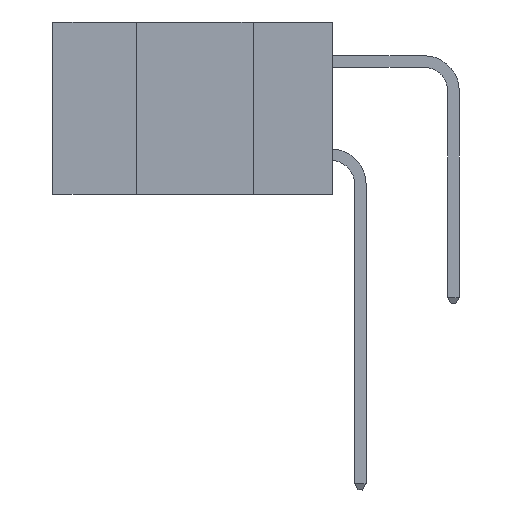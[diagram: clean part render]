
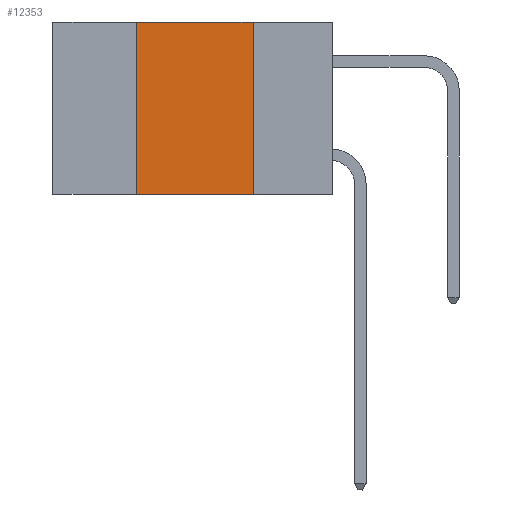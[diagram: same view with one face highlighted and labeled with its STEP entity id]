
A CAD part, left-side view. The second image highlights one B-rep face of the part: STEP entity #12353.
In plain terms, the highlighted planar face has unit normal (-1, 0, 0).
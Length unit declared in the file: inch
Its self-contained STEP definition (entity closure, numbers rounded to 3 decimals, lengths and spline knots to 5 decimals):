
#666 = VERTEX_POINT ( 'NONE', #18894 ) ;
#765 = CARTESIAN_POINT ( 'NONE',  ( 0., 0.42, 0. ) ) ;
#2068 = DIRECTION ( 'NONE',  ( 1., 0., 0. ) ) ;
#3046 = CARTESIAN_POINT ( 'NONE',  ( 0., 0.42, 0. ) ) ;
#3053 = LINE ( 'NONE', #3046, #8436 ) ;
#4500 = LINE ( 'NONE', #7625, #14077 ) ;
#4579 = DIRECTION ( 'NONE',  ( 0., -1., 0. ) ) ;
#5358 = EDGE_CURVE ( 'NONE', #18864, #13692, #3053, .T. ) ;
#5443 = DIRECTION ( 'NONE',  ( 0., 0., -1. ) ) ;
#5458 = VECTOR ( 'NONE', #5443, 39.37008 ) ;
#6119 = EDGE_LOOP ( 'NONE', ( #19774, #15436, #17888, #17812 ) ) ;
#7625 = CARTESIAN_POINT ( 'NONE',  ( 0., 0.6, -0.37 ) ) ;
#7735 = VECTOR ( 'NONE', #14302, 39.37008 ) ;
#8436 = VECTOR ( 'NONE', #12120, 39.37008 ) ;
#8957 = FACE_OUTER_BOUND ( 'NONE', #6119, .T. ) ;
#9928 = CARTESIAN_POINT ( 'NONE',  ( 0., 0.6, 0. ) ) ;
#11257 = CARTESIAN_POINT ( 'NONE',  ( 0., 0.6, 0. ) ) ;
#11313 = PLANE ( 'NONE',  #14522 ) ;
#11436 = DIRECTION ( 'NONE',  ( 0., 0., -1. ) ) ;
#12120 = DIRECTION ( 'NONE',  ( 0., 0., 1. ) ) ;
#12353 = ADVANCED_FACE ( 'NONE', ( #8957 ), #11313, .F. ) ;
#12958 = EDGE_CURVE ( 'NONE', #13692, #666, #16038, .T. ) ;
#13644 = VERTEX_POINT ( 'NONE', #16423 ) ;
#13692 = VERTEX_POINT ( 'NONE', #765 ) ;
#14077 = VECTOR ( 'NONE', #4579, 39.37008 ) ;
#14109 = EDGE_CURVE ( 'NONE', #666, #13644, #19430, .T. ) ;
#14302 = DIRECTION ( 'NONE',  ( 0., -1., 0. ) ) ;
#14522 = AXIS2_PLACEMENT_3D ( 'NONE', #9928, #2068, #11436 ) ;
#14542 = CARTESIAN_POINT ( 'NONE',  ( 0., 0.17, 0. ) ) ;
#15436 = ORIENTED_EDGE ( 'NONE', *, *, #12958, .F. ) ;
#16017 = EDGE_CURVE ( 'NONE', #18864, #13644, #4500, .T. ) ;
#16038 = LINE ( 'NONE', #11257, #7735 ) ;
#16423 = CARTESIAN_POINT ( 'NONE',  ( 0., 0.17, -0.37 ) ) ;
#17812 = ORIENTED_EDGE ( 'NONE', *, *, #16017, .T. ) ;
#17888 = ORIENTED_EDGE ( 'NONE', *, *, #5358, .F. ) ;
#18864 = VERTEX_POINT ( 'NONE', #19246 ) ;
#18894 = CARTESIAN_POINT ( 'NONE',  ( 0., 0.17, 0. ) ) ;
#19246 = CARTESIAN_POINT ( 'NONE',  ( 0., 0.42, -0.37 ) ) ;
#19430 = LINE ( 'NONE', #14542, #5458 ) ;
#19774 = ORIENTED_EDGE ( 'NONE', *, *, #14109, .F. ) ;
